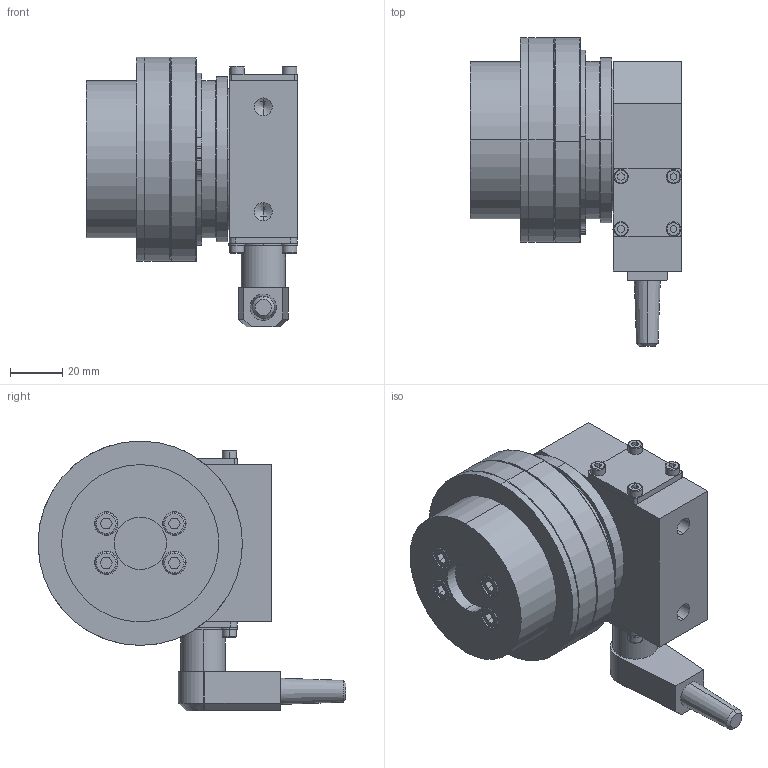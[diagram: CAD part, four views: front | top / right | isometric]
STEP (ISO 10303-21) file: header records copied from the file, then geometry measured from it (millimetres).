
FILE_DESCRIPTION (( 'STEP AP203' ), '1' );
FILE_NAME ('31106256_-.step', '2024-01-30T16:02:45', ( '' ), ( '' ), 'SwSTEP 2.0', 'SolidWorks 2023', '' );
FILE_SCHEMA (( 'CONFIG_CONTROL_DESIGN' ));
Length unit declared in the file: millimetre
Products named in the file (14): Kabeldose_Winkel_M14x1_Mini_5pol; 111025-4_01; 111025-3_01; Federringe_DIN127A_M03; 31106256_-; Zyl-Schr DIN912_M5x8; 111025-5_01; 000419.3_01; Zyl-Sti-gehärtet ISO8734_D4x8; RKL_61812_01; Flanschstecker_M14x1_Mini_5pol; 51048_stp_01; Si-Ring DIN471_D60x2; Zyl-Schr DIN912_M3x6
Assembly tree (32 placements, depth 2):
  31106256_-
    51048_stp_01
    111025-3_01
    111025-4_01
    000419.3_01
    Si-Ring DIN471_D60x2  x2
    111025-5_01
    Flanschstecker_M14x1_Mini_5pol
    Federringe_DIN127A_M03  x4
    Zyl-Schr DIN912_M3x6  x8
    Zyl-Schr DIN912_M5x8  x8
    Zyl-Sti-gehärtet ISO8734_D4x8
    RKL_61812_01  x2
    Kabeldose_Winkel_M14x1_Mini_5pol
Bounding box: 80.6 x 117.5 x 103 mm (x, y, z)
Volume: 264726.7 mm3; surface area: 120131.2 mm2
Topology: 44 solids, 44 shells, 809 faces, 1871 edges, 1184 vertices
Faces by surface type: cylinder 355, plane 279, cone 93, torus 66, sphere 16
Entity records: 16228 total; most frequent: CARTESIAN_POINT 3207, DIRECTION 2568, ORIENTED_EDGE 2062, AXIS2_PLACEMENT_3D 1067, EDGE_CURVE 1031, VERTEX_POINT 672, EDGE_LOOP 595, CIRCLE 569
